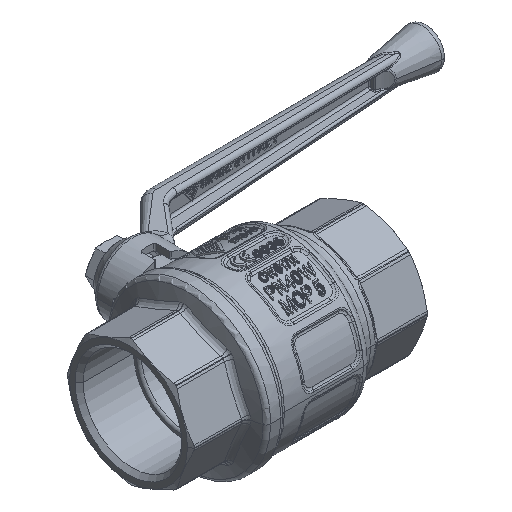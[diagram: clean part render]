
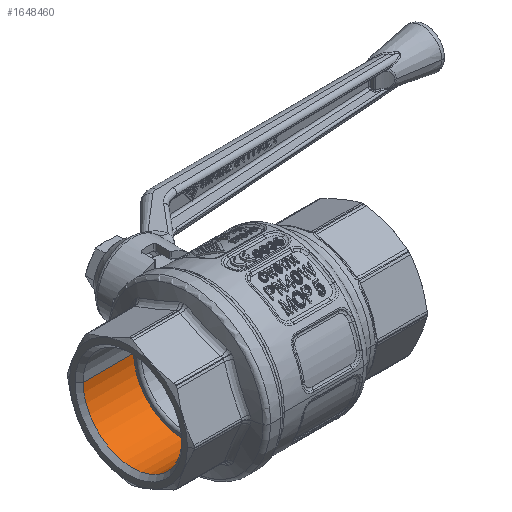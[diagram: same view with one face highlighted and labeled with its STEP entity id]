
A CAD part, isometric view. The second image highlights one B-rep face of the part: STEP entity #1648460.
In plain terms, the highlighted cylindrical face has radius 22.425 mm (diameter 44.85 mm), a partial arc.
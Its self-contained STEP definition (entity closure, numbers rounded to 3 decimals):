
#1324810=CARTESIAN_POINT('',(29.25,22.425,
0.));
#1324820=VERTEX_POINT('',#1324810);
#1324850=CARTESIAN_POINT('',(29.25,0.,0.));
#1324860=DIRECTION('',(-1.,0.,0.));
#1324870=DIRECTION('',(0.,1.,0.));
#1324880=AXIS2_PLACEMENT_3D('',#1324850,#1324860,#1324870);
#1324890=CIRCLE('',#1324880,22.425);
#1324900=CARTESIAN_POINT('',(29.25,-22.425,0.));
#1324910=VERTEX_POINT('',#1324900);
#1325160=CARTESIAN_POINT('',(40.713,-22.425,
0.));
#1325170=DIRECTION('',(-1.,0.,0.));
#1325180=VECTOR('',#1325170,1.);
#1325190=LINE('',#1325160,#1325180);
#1325200=CARTESIAN_POINT('',(52.175,-22.425,
0.));
#1325210=VERTEX_POINT('',#1325200);
#1325220=EDGE_CURVE('',#1325210,#1324910,#1325190,.T.);
#1325250=CARTESIAN_POINT('',(40.713,22.425,0.));
#1325260=DIRECTION('',(-1.,0.,0.));
#1325270=VECTOR('',#1325260,1.);
#1325280=LINE('',#1325250,#1325270);
#1325290=CARTESIAN_POINT('',(52.175,22.425,0.));
#1325300=VERTEX_POINT('',#1325290);
#1325310=EDGE_CURVE('',#1325300,#1324820,#1325280,.T.);
#1325330=CARTESIAN_POINT('',(52.175,0.,0.));
#1325340=DIRECTION('',(1.,0.,0.));
#1325350=DIRECTION('',(0.,-1.,0.));
#1325360=AXIS2_PLACEMENT_3D('',#1325330,#1325340,#1325350);
#1325370=CIRCLE('',#1325360,22.425);
#1325630=EDGE_CURVE('',#1325300,#1325210,#1325370,.T.);
#1645420=EDGE_CURVE('',#1324910,#1324820,#1324890,.T.);
#1648350=CARTESIAN_POINT('',(40.713,0.,0.));
#1648360=DIRECTION('',(-1.,0.,0.));
#1648370=DIRECTION('',(0.,1.,0.));
#1648380=AXIS2_PLACEMENT_3D('',#1648350,#1648360,#1648370);
#1648390=CYLINDRICAL_SURFACE('',#1648380,22.425);
#1648400=ORIENTED_EDGE('',*,*,#1325220,.T.);
#1648410=ORIENTED_EDGE('',*,*,#1325630,.T.);
#1648420=ORIENTED_EDGE('',*,*,#1325310,.F.);
#1648430=ORIENTED_EDGE('',*,*,#1645420,.T.);
#1648440=EDGE_LOOP('',(#1648430,#1648420,#1648410,#1648400));
#1648450=FACE_OUTER_BOUND('',#1648440,.T.);
#1648460=ADVANCED_FACE('',(#1648450),#1648390,.F.);
